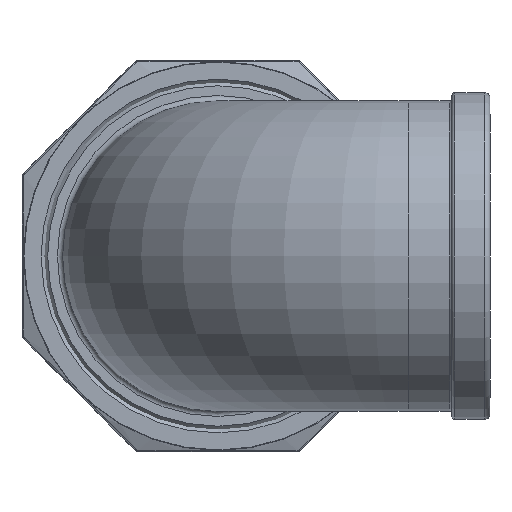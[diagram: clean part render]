
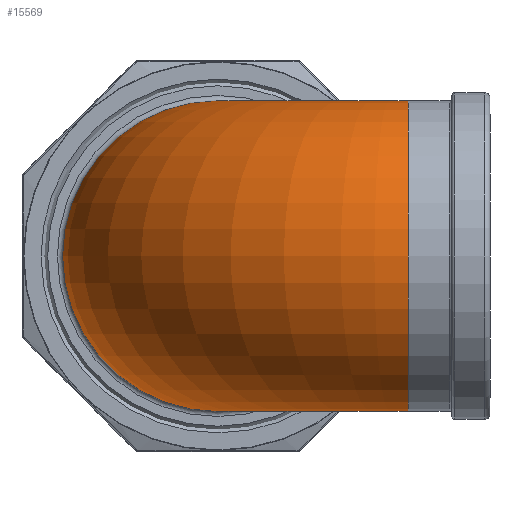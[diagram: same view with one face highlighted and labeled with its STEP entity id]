
A CAD part, left-side view. The second image highlights one B-rep face of the part: STEP entity #15569.
In plain terms, the highlighted toroidal (fillet/blend) face has major radius 35 mm and minor radius 28.5 mm.
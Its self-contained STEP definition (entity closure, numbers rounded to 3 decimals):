
#1449 = AXIS2_PLACEMENT_3D ( 'NONE', #9504, #5138, #16701 ) ;
#1670 = DIRECTION ( 'NONE',  ( 0., -1., 0. ) ) ;
#1857 = CARTESIAN_POINT ( 'NONE',  ( -25.5, 0., 0. ) ) ;
#2349 = FACE_OUTER_BOUND ( 'NONE', #15536, .T. ) ;
#2717 = ORIENTED_EDGE ( 'NONE', *, *, #10985, .F. ) ;
#3587 = CIRCLE ( 'NONE', #16700, 28.5 ) ;
#3790 = VERTEX_POINT ( 'NONE', #16691 ) ;
#4190 = EDGE_LOOP ( 'NONE', ( #2717 ) ) ;
#5138 = DIRECTION ( 'NONE',  ( 0., -1., 0. ) ) ;
#5307 = DIRECTION ( 'NONE',  ( 1., 0., 0. ) ) ;
#5409 = DIRECTION ( 'NONE',  ( 0., 0., 1. ) ) ;
#5700 = TOROIDAL_SURFACE ( 'NONE', #10531, 35., 28.5 ) ;
#5728 = CIRCLE ( 'NONE', #1449, 28.5 ) ;
#7982 = EDGE_CURVE ( 'NONE', #3790, #3790, #3587, .T. ) ;
#9504 = CARTESIAN_POINT ( 'NONE',  ( -60.5, -35., 0. ) ) ;
#10531 = AXIS2_PLACEMENT_3D ( 'NONE', #15515, #5409, #5307 ) ;
#10816 = VERTEX_POINT ( 'NONE', #12352 ) ;
#10985 = EDGE_CURVE ( 'NONE', #10816, #10816, #5728, .T. ) ;
#12352 = CARTESIAN_POINT ( 'NONE',  ( -32., -35., 0. ) ) ;
#13176 = DIRECTION ( 'NONE',  ( -1., 0., 0. ) ) ;
#15515 = CARTESIAN_POINT ( 'NONE',  ( -25.5, -35., 0. ) ) ;
#15536 = EDGE_LOOP ( 'NONE', ( #18709 ) ) ;
#15569 = ADVANCED_FACE ( 'NONE', ( #15608, #2349 ), #5700, .T. ) ;
#15608 = FACE_OUTER_BOUND ( 'NONE', #4190, .T. ) ;
#16691 = CARTESIAN_POINT ( 'NONE',  ( -25.5, -28.5, 0. ) ) ;
#16700 = AXIS2_PLACEMENT_3D ( 'NONE', #1857, #13176, #1670 ) ;
#16701 = DIRECTION ( 'NONE',  ( 1., 0., 0. ) ) ;
#18709 = ORIENTED_EDGE ( 'NONE', *, *, #7982, .T. ) ;
